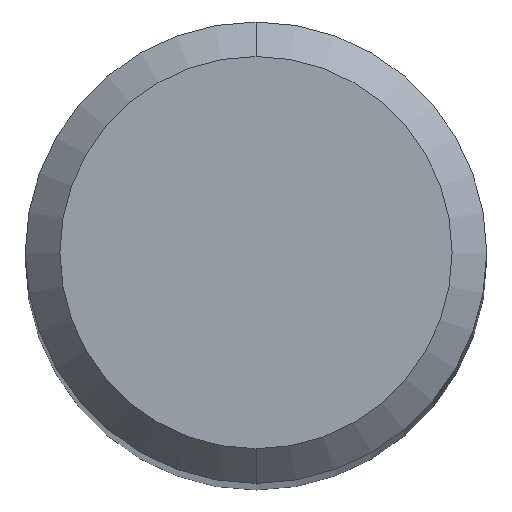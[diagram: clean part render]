
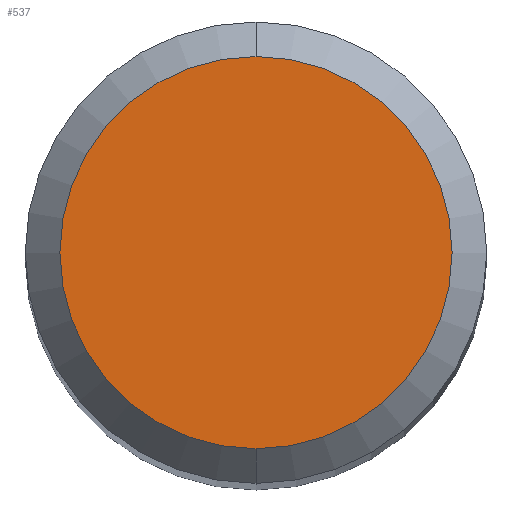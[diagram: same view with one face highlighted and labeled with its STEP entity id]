
A CAD part, top view. The second image highlights one B-rep face of the part: STEP entity #537.
In plain terms, the highlighted planar face has unit normal (0, 0, 1).
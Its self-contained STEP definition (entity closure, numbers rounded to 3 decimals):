
#377=EDGE_CURVE('',#605,#509,#1056,.T.);
#509=VERTEX_POINT('',#1199);
#537=ADVANCED_FACE('',(#1230),#1231,.T.);
#605=VERTEX_POINT('',#1304);
#803=EDGE_CURVE('',#509,#605,#1524,.T.);
#1056=CIRCLE('',#1828,1.7);
#1199=CARTESIAN_POINT('',(0.0,1.7,0.0));
#1230=FACE_OUTER_BOUND('',#2892,.T.);
#1231=PLANE('',#2893);
#1304=CARTESIAN_POINT('',(0.,-1.7,0.0));
#1524=CIRCLE('',#4183,1.7);
#1828=AXIS2_PLACEMENT_3D('',#5513,#5514,#5515);
#2892=EDGE_LOOP('',(#5690,#5691));
#2893=AXIS2_PLACEMENT_3D('',#5692,#5693,#5694);
#4183=AXIS2_PLACEMENT_3D('',#6005,#6006,#6007);
#5513=CARTESIAN_POINT('',(0.0,0.0,0.0));
#5514=DIRECTION('',(0.0,0.0,-1.0));
#5515=DIRECTION('',(0.0,1.0,0.0));
#5690=ORIENTED_EDGE('',*,*,#803,.F.);
#5691=ORIENTED_EDGE('',*,*,#377,.F.);
#5692=CARTESIAN_POINT('',(0.0,0.85,0.0));
#5693=DIRECTION('',(-0.0,0.0,1.0));
#5694=DIRECTION('',(0.0,-1.0,0.0));
#6005=CARTESIAN_POINT('',(0.0,0.0,0.0));
#6006=DIRECTION('',(0.0,0.0,-1.0));
#6007=DIRECTION('',(0.0,1.0,0.0));
